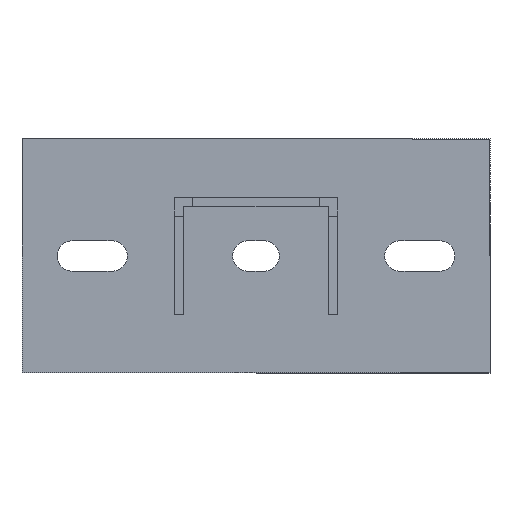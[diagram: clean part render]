
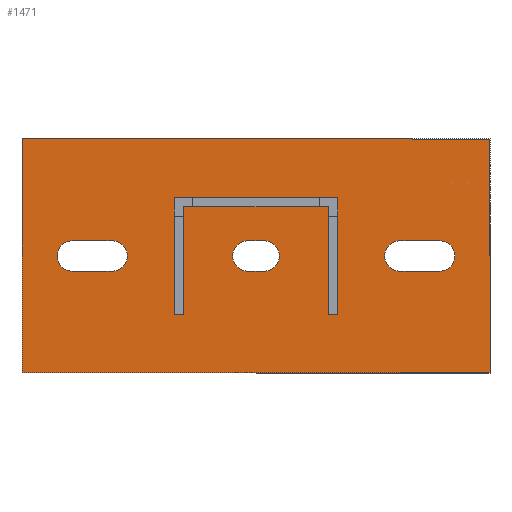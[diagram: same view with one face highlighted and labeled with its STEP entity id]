
A CAD part, front view. The second image highlights one B-rep face of the part: STEP entity #1471.
In plain terms, the highlighted face is planar.
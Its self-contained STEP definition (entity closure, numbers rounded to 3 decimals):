
#59 = CARTESIAN_POINT ( 'NONE',  ( -100., 0., -50. ) ) ;
#71 = DIRECTION ( 'NONE',  ( 0., 0., 1. ) ) ;
#171 = EDGE_CURVE ( 'NONE', #3472, #1702, #736, .T. ) ;
#184 = EDGE_LOOP ( 'NONE', ( #2161, #4110, #2524, #4063 ) ) ;
#188 = CARTESIAN_POINT ( 'NONE',  ( 3.5, 0., 6.5 ) ) ;
#205 = CARTESIAN_POINT ( 'NONE',  ( 100., 0., -50. ) ) ;
#214 = DIRECTION ( 'NONE',  ( 1., 0., 0. ) ) ;
#232 = VECTOR ( 'NONE', #214, 1000. ) ;
#253 = ORIENTED_EDGE ( 'NONE', *, *, #2110, .F. ) ;
#278 = EDGE_CURVE ( 'NONE', #1702, #3166, #407, .T. ) ;
#312 = CARTESIAN_POINT ( 'NONE',  ( -3.5, 0., -6.5 ) ) ;
#323 = VERTEX_POINT ( 'NONE', #2382 ) ;
#340 = VERTEX_POINT ( 'NONE', #1723 ) ;
#407 = LINE ( 'NONE', #3666, #1214 ) ;
#435 = EDGE_LOOP ( 'NONE', ( #1288, #3890, #937, #2494 ) ) ;
#440 = VECTOR ( 'NONE', #2337, 1000. ) ;
#464 = CARTESIAN_POINT ( 'NONE',  ( -78.5, 0., -6.5 ) ) ;
#479 = CARTESIAN_POINT ( 'NONE',  ( -100., 0., 50. ) ) ;
#495 = FACE_BOUND ( 'NONE', #1263, .T. ) ;
#521 = CIRCLE ( 'NONE', #3605, 6.5 ) ;
#555 = VECTOR ( 'NONE', #2182, 1000. ) ;
#630 = DIRECTION ( 'NONE',  ( 0., 0., 1. ) ) ;
#733 = VECTOR ( 'NONE', #2815, 1000. ) ;
#736 = CIRCLE ( 'NONE', #2207, 6.5 ) ;
#768 = EDGE_CURVE ( 'NONE', #340, #2889, #997, .T. ) ;
#833 = DIRECTION ( 'NONE',  ( -1., 0., 0. ) ) ;
#841 = DIRECTION ( 'NONE',  ( 0., 1., 0. ) ) ;
#844 = EDGE_CURVE ( 'NONE', #2816, #891, #2243, .T. ) ;
#869 = CARTESIAN_POINT ( 'NONE',  ( 78.5, 0., -6.5 ) ) ;
#891 = VERTEX_POINT ( 'NONE', #479 ) ;
#937 = ORIENTED_EDGE ( 'NONE', *, *, #1079, .F. ) ;
#950 = DIRECTION ( 'NONE',  ( 0., 1., 0. ) ) ;
#997 = LINE ( 'NONE', #2012, #3143 ) ;
#1058 = ORIENTED_EDGE ( 'NONE', *, *, #1996, .F. ) ;
#1079 = EDGE_CURVE ( 'NONE', #2167, #3603, #4380, .T. ) ;
#1113 = LINE ( 'NONE', #464, #2688 ) ;
#1145 = CIRCLE ( 'NONE', #3948, 6.5 ) ;
#1213 = CIRCLE ( 'NONE', #3985, 6.5 ) ;
#1214 = VECTOR ( 'NONE', #1637, 1000. ) ;
#1252 = CARTESIAN_POINT ( 'NONE',  ( 3.5, 0., -6.5 ) ) ;
#1263 = EDGE_LOOP ( 'NONE', ( #2489, #3558, #2362, #3900 ) ) ;
#1288 = ORIENTED_EDGE ( 'NONE', *, *, #1983, .F. ) ;
#1298 = CIRCLE ( 'NONE', #1864, 6.5 ) ;
#1339 = CARTESIAN_POINT ( 'NONE',  ( 61.5, 0., 0. ) ) ;
#1398 = CARTESIAN_POINT ( 'NONE',  ( -3.5, 0., -6.5 ) ) ;
#1462 = ORIENTED_EDGE ( 'NONE', *, *, #4100, .F. ) ;
#1471 = ADVANCED_FACE ( 'NONE', ( #2504, #2184, #495, #3619 ), #3601, .F. ) ;
#1513 = CARTESIAN_POINT ( 'NONE',  ( 100., 0., -50. ) ) ;
#1520 = VERTEX_POINT ( 'NONE', #3913 ) ;
#1555 = EDGE_CURVE ( 'NONE', #2503, #2842, #1298, .T. ) ;
#1572 = LINE ( 'NONE', #4254, #3262 ) ;
#1582 = DIRECTION ( 'NONE',  ( 0., -1., 0. ) ) ;
#1622 = LINE ( 'NONE', #2920, #232 ) ;
#1637 = DIRECTION ( 'NONE',  ( 1., 0., 0. ) ) ;
#1662 = DIRECTION ( 'NONE',  ( 0., 0., -1. ) ) ;
#1702 = VERTEX_POINT ( 'NONE', #3729 ) ;
#1723 = CARTESIAN_POINT ( 'NONE',  ( 100., 0., 50. ) ) ;
#1783 = CARTESIAN_POINT ( 'NONE',  ( 3.5, 0., 0. ) ) ;
#1828 = VERTEX_POINT ( 'NONE', #3420 ) ;
#1864 = AXIS2_PLACEMENT_3D ( 'NONE', #1989, #3011, #630 ) ;
#1940 = DIRECTION ( 'NONE',  ( 0., 0., 1. ) ) ;
#1954 = DIRECTION ( 'NONE',  ( 0., 1., 0. ) ) ;
#1959 = DIRECTION ( 'NONE',  ( 0., 1., 0. ) ) ;
#1983 = EDGE_CURVE ( 'NONE', #1520, #3835, #1572, .T. ) ;
#1989 = CARTESIAN_POINT ( 'NONE',  ( 78.5, 0., 0. ) ) ;
#1996 = EDGE_CURVE ( 'NONE', #2842, #1828, #4330, .T. ) ;
#2012 = CARTESIAN_POINT ( 'NONE',  ( 100., 0., -35. ) ) ;
#2024 = CARTESIAN_POINT ( 'NONE',  ( -61.5, 0., 6.5 ) ) ;
#2110 = EDGE_CURVE ( 'NONE', #323, #2503, #2880, .T. ) ;
#2129 = AXIS2_PLACEMENT_3D ( 'NONE', #1339, #950, #2339 ) ;
#2161 = ORIENTED_EDGE ( 'NONE', *, *, #2859, .T. ) ;
#2167 = VERTEX_POINT ( 'NONE', #1252 ) ;
#2168 = CARTESIAN_POINT ( 'NONE',  ( 61.5, 0., 6.5 ) ) ;
#2182 = DIRECTION ( 'NONE',  ( -1., 0., 0. ) ) ;
#2184 = FACE_BOUND ( 'NONE', #435, .T. ) ;
#2188 = EDGE_CURVE ( 'NONE', #3603, #1520, #1145, .T. ) ;
#2200 = EDGE_CURVE ( 'NONE', #891, #340, #1622, .T. ) ;
#2207 = AXIS2_PLACEMENT_3D ( 'NONE', #2232, #1959, #4339 ) ;
#2216 = CARTESIAN_POINT ( 'NONE',  ( 61.5, 0., -6.5 ) ) ;
#2230 = DIRECTION ( 'NONE',  ( 1., 0., 0. ) ) ;
#2232 = CARTESIAN_POINT ( 'NONE',  ( -78.5, 0., 0. ) ) ;
#2243 = LINE ( 'NONE', #4373, #440 ) ;
#2297 = CIRCLE ( 'NONE', #2129, 6.5 ) ;
#2337 = DIRECTION ( 'NONE',  ( 0., 0., 1. ) ) ;
#2339 = DIRECTION ( 'NONE',  ( 0., 0., 1. ) ) ;
#2362 = ORIENTED_EDGE ( 'NONE', *, *, #3386, .F. ) ;
#2382 = CARTESIAN_POINT ( 'NONE',  ( 61.5, 0., 6.5 ) ) ;
#2489 = ORIENTED_EDGE ( 'NONE', *, *, #278, .F. ) ;
#2494 = ORIENTED_EDGE ( 'NONE', *, *, #2544, .F. ) ;
#2503 = VERTEX_POINT ( 'NONE', #3490 ) ;
#2504 = FACE_BOUND ( 'NONE', #2966, .T. ) ;
#2524 = ORIENTED_EDGE ( 'NONE', *, *, #2200, .T. ) ;
#2528 = DIRECTION ( 'NONE',  ( 1., 0., 0. ) ) ;
#2544 = EDGE_CURVE ( 'NONE', #3835, #2167, #521, .T. ) ;
#2680 = DIRECTION ( 'NONE',  ( -1., 0., 0. ) ) ;
#2688 = VECTOR ( 'NONE', #833, 1000. ) ;
#2805 = DIRECTION ( 'NONE',  ( 0., 0., 1. ) ) ;
#2815 = DIRECTION ( 'NONE',  ( -1., 0., 0. ) ) ;
#2816 = VERTEX_POINT ( 'NONE', #59 ) ;
#2842 = VERTEX_POINT ( 'NONE', #869 ) ;
#2859 = EDGE_CURVE ( 'NONE', #2889, #2816, #3536, .T. ) ;
#2880 = LINE ( 'NONE', #2168, #2935 ) ;
#2889 = VERTEX_POINT ( 'NONE', #1513 ) ;
#2898 = DIRECTION ( 'NONE',  ( 0., 0., -1. ) ) ;
#2920 = CARTESIAN_POINT ( 'NONE',  ( -74.019, 0., 50. ) ) ;
#2935 = VECTOR ( 'NONE', #2528, 1000. ) ;
#2966 = EDGE_LOOP ( 'NONE', ( #253, #1462, #1058, #4307 ) ) ;
#3003 = AXIS2_PLACEMENT_3D ( 'NONE', #205, #1582, #2898 ) ;
#3011 = DIRECTION ( 'NONE',  ( 0., 1., 0. ) ) ;
#3143 = VECTOR ( 'NONE', #1662, 1000. ) ;
#3166 = VERTEX_POINT ( 'NONE', #2024 ) ;
#3262 = VECTOR ( 'NONE', #2230, 1000. ) ;
#3316 = VERTEX_POINT ( 'NONE', #3826 ) ;
#3362 = VECTOR ( 'NONE', #2680, 1000. ) ;
#3386 = EDGE_CURVE ( 'NONE', #3316, #3472, #1113, .T. ) ;
#3420 = CARTESIAN_POINT ( 'NONE',  ( 61.5, 0., -6.5 ) ) ;
#3472 = VERTEX_POINT ( 'NONE', #3734 ) ;
#3478 = DIRECTION ( 'NONE',  ( 0., 1., 0. ) ) ;
#3490 = CARTESIAN_POINT ( 'NONE',  ( 78.5, 0., 6.5 ) ) ;
#3505 = CARTESIAN_POINT ( 'NONE',  ( -74.019, 0., -50. ) ) ;
#3536 = LINE ( 'NONE', #3505, #733 ) ;
#3558 = ORIENTED_EDGE ( 'NONE', *, *, #171, .F. ) ;
#3601 = PLANE ( 'NONE',  #3003 ) ;
#3603 = VERTEX_POINT ( 'NONE', #1398 ) ;
#3605 = AXIS2_PLACEMENT_3D ( 'NONE', #1783, #3478, #71 ) ;
#3611 = CARTESIAN_POINT ( 'NONE',  ( -3.5, 0., 0. ) ) ;
#3619 = FACE_OUTER_BOUND ( 'NONE', #184, .T. ) ;
#3666 = CARTESIAN_POINT ( 'NONE',  ( -78.5, 0., 6.5 ) ) ;
#3675 = EDGE_CURVE ( 'NONE', #3166, #3316, #1213, .T. ) ;
#3729 = CARTESIAN_POINT ( 'NONE',  ( -78.5, 0., 6.5 ) ) ;
#3734 = CARTESIAN_POINT ( 'NONE',  ( -78.5, 0., -6.5 ) ) ;
#3817 = CARTESIAN_POINT ( 'NONE',  ( -61.5, 0., 0. ) ) ;
#3826 = CARTESIAN_POINT ( 'NONE',  ( -61.5, 0., -6.5 ) ) ;
#3835 = VERTEX_POINT ( 'NONE', #188 ) ;
#3890 = ORIENTED_EDGE ( 'NONE', *, *, #2188, .F. ) ;
#3900 = ORIENTED_EDGE ( 'NONE', *, *, #3675, .F. ) ;
#3913 = CARTESIAN_POINT ( 'NONE',  ( -3.5, 0., 6.5 ) ) ;
#3948 = AXIS2_PLACEMENT_3D ( 'NONE', #3611, #1954, #1940 ) ;
#3985 = AXIS2_PLACEMENT_3D ( 'NONE', #3817, #841, #2805 ) ;
#4063 = ORIENTED_EDGE ( 'NONE', *, *, #768, .T. ) ;
#4100 = EDGE_CURVE ( 'NONE', #1828, #323, #2297, .T. ) ;
#4110 = ORIENTED_EDGE ( 'NONE', *, *, #844, .T. ) ;
#4254 = CARTESIAN_POINT ( 'NONE',  ( -3.5, 0., 6.5 ) ) ;
#4307 = ORIENTED_EDGE ( 'NONE', *, *, #1555, .F. ) ;
#4330 = LINE ( 'NONE', #2216, #555 ) ;
#4339 = DIRECTION ( 'NONE',  ( 0., 0., 1. ) ) ;
#4373 = CARTESIAN_POINT ( 'NONE',  ( -100., 0., -35. ) ) ;
#4380 = LINE ( 'NONE', #312, #3362 ) ;
